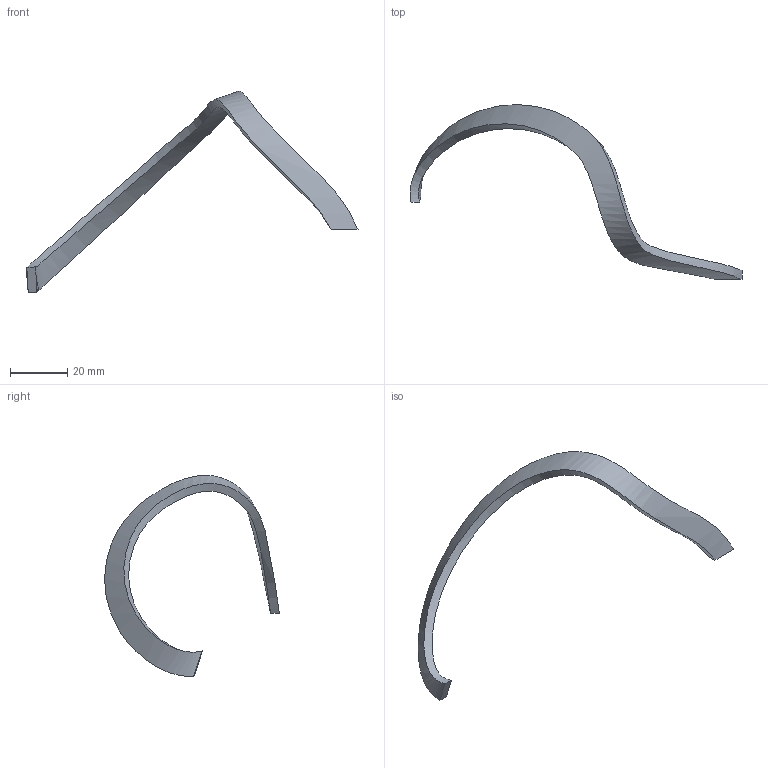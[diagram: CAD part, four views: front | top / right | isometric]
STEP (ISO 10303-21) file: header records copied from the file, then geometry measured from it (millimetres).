
FILE_DESCRIPTION (( 'STEP AP214' ), '1' );
FILE_NAME ('RailGunComplex3.STEP', '2022-04-26T14:18:45', ( '' ), ( '' ), 'SwSTEP 2.0', 'SolidWorks 2019', '' );
FILE_SCHEMA (( 'AUTOMOTIVE_DESIGN' ));
Length unit declared in the file: millimetre
Products named in the file (1): RailGunComplex3
Bounding box: 116.23 x 61.22 x 70.48 mm (x, y, z)
Volume: 5000.8 mm3; surface area: 4525.4 mm2
Topology: 1 solids, 1 shells, 6 faces, 12 edges, 8 vertices
Faces by surface type: bspline 4, plane 2
Entity records: 618 total; most frequent: CARTESIAN_POINT 475, ORIENTED_EDGE 24, DIRECTION 14, EDGE_CURVE 12, VECTOR 8, VERTEX_POINT 8, LINE 8, EDGE_LOOP 6
